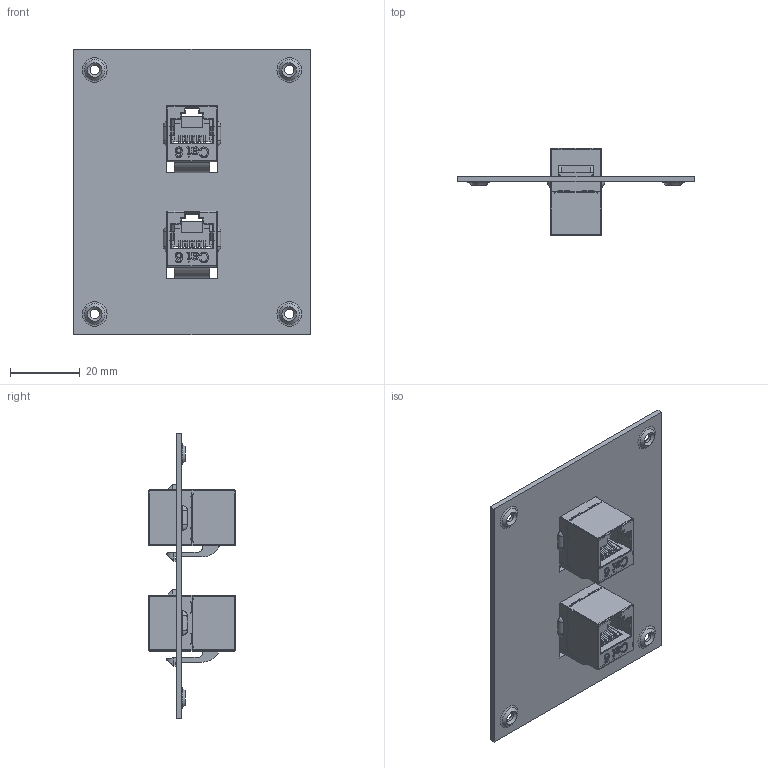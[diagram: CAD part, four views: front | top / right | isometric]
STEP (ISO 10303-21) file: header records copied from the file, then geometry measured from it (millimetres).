
FILE_DESCRIPTION (( 'STEP AP214' ), '1' );
FILE_NAME ('USP2SMC6BM.STEP', '2018-04-25T14:51:09', ( '' ), ( '' ), 'SwSTEP 2.0', 'SolidWorks 2017', '' );
FILE_SCHEMA (( 'AUTOMOTIVE_DESIGN' ));
Length unit declared in the file: inch
Products named in the file (12): USP2SMC6BM; TDG1026KS-Cx-MINI_Cat 6; TDG1026KS-Cx - PCB; TDG1026KS-Cx - PCB(UQ-2); TDG1026KS-Cx - PCB(UQ-1); TDG1026KS-Cx - PCB CONTACT MOUNT; TDG1026KS-Cx-MINI - REAR HOUSING SHIELD_Cat 6; TDG1026KS-Cx-MINI - FRONT HOUSING SHIELD_Cat 6; TDG1026KS-Cx-MINI - REAR HOUSING; TDG1026KS-Cx-MINI - FRONT HOUSING; 1AR03-003
Assembly tree (26 placements, depth 4):
  USP2SMC6BM
    1AR03-003
    TDG1026KS-Cx-MINI_Cat 6  x2
      TDG1026KS-Cx-MINI - FRONT HOUSING
      TDG1026KS-Cx-MINI - REAR HOUSING
      TDG1026KS-Cx-MINI - FRONT HOUSING SHIELD_Cat 6
      TDG1026KS-Cx-MINI - REAR HOUSING SHIELD_Cat 6
      TDG1026KS-Cx - PCB
        TDG1026KS-Cx - PCB
        TDG1026KS-Cx - PCB CONTACT MOUNT
        TDG1026KS-Cx - PCB(UQ-1)  x5
        TDG1026KS-Cx - PCB(UQ-2)  x11
Bounding box: 68.07 x 25 x 82.04 mm (x, y, z)
Volume: 13612.9 mm3; surface area: 29857 mm2
Topology: 45 solids, 45 shells, 2770 faces, 7252 edges, 4552 vertices
Faces by surface type: plane 1892, cylinder 534, bspline 300, sphere 24, cone 12, torus 8
Full cylindrical faces by diameter (mm): 0.46 x106, 2.705 x4
Entity records: 45347 total; most frequent: CARTESIAN_POINT 12752, ORIENTED_EDGE 6866, DIRECTION 6163, EDGE_CURVE 3433, VECTOR 2705, LINE 2705, VERTEX_POINT 2178, AXIS2_PLACEMENT_3D 1729
